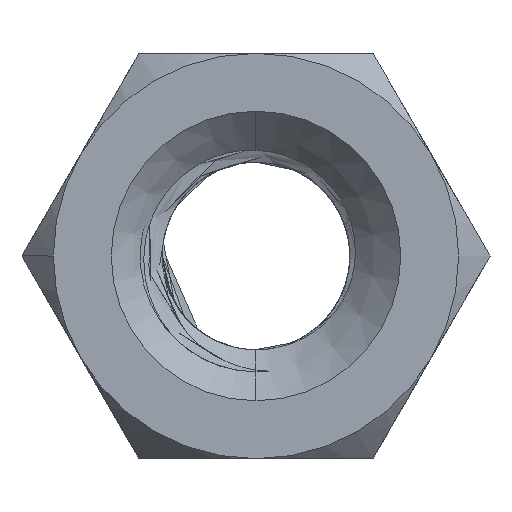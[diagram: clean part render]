
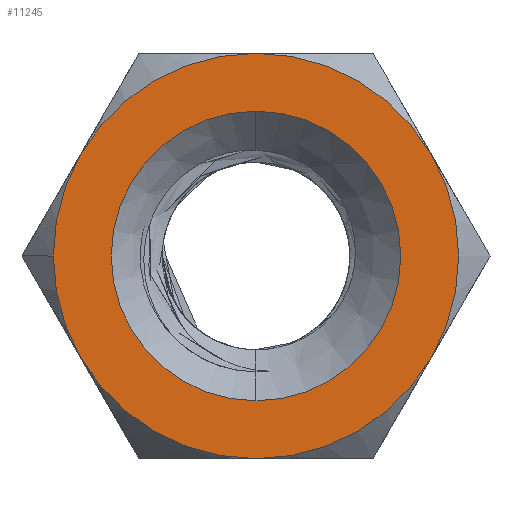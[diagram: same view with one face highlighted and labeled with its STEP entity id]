
A CAD part, front view. The second image highlights one B-rep face of the part: STEP entity #11245.
In plain terms, the highlighted planar face has unit normal (0, -1, 0).
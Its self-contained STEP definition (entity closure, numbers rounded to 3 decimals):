
#38 = EDGE_LOOP ( 'NONE', ( #8922, #3131 ) ) ;
#153 = CARTESIAN_POINT ( 'NONE',  ( -1.01, 0., -5.25 ) ) ;
#289 = VERTEX_POINT ( 'NONE', #6702 ) ;
#377 = VERTEX_POINT ( 'NONE', #10984 ) ;
#692 = DIRECTION ( 'NONE',  ( 0., 1., 0. ) ) ;
#724 = DIRECTION ( 'NONE',  ( 0., 0., 1. ) ) ;
#747 = AXIS2_PLACEMENT_3D ( 'NONE', #11096, #2453, #3250 ) ;
#779 = DIRECTION ( 'NONE',  ( 0., 1., 0. ) ) ;
#819 = CARTESIAN_POINT ( 'NONE',  ( 5.052, 0., -1.75 ) ) ;
#1176 = VERTEX_POINT ( 'NONE', #9427 ) ;
#1236 = EDGE_CURVE ( 'NONE', #10585, #289, #11242, .T. ) ;
#1359 = CARTESIAN_POINT ( 'NONE',  ( 2.021, 0., 0. ) ) ;
#1465 = DIRECTION ( 'NONE',  ( 0., 0., 1. ) ) ;
#2384 = AXIS2_PLACEMENT_3D ( 'NONE', #7368, #2393, #10237 ) ;
#2393 = DIRECTION ( 'NONE',  ( 0., 1., 0. ) ) ;
#2453 = DIRECTION ( 'NONE',  ( 0., 1., 0. ) ) ;
#2624 = VERTEX_POINT ( 'NONE', #1359 ) ;
#2834 = ORIENTED_EDGE ( 'NONE', *, *, #6996, .F. ) ;
#2918 = CARTESIAN_POINT ( 'NONE',  ( -1.479, 0., -3.5 ) ) ;
#3014 = AXIS2_PLACEMENT_3D ( 'NONE', #10509, #779, #724 ) ;
#3059 = DIRECTION ( 'NONE',  ( 0., 1., 0. ) ) ;
#3089 = DIRECTION ( 'NONE',  ( 0., 1., 0. ) ) ;
#3131 = ORIENTED_EDGE ( 'NONE', *, *, #8228, .T. ) ;
#3147 = DIRECTION ( 'NONE',  ( -1., 0., 0. ) ) ;
#3208 = DIRECTION ( 'NONE',  ( -1., 0., 0. ) ) ;
#3250 = DIRECTION ( 'NONE',  ( -1., 0., 0. ) ) ;
#3287 = AXIS2_PLACEMENT_3D ( 'NONE', #5427, #3645, #7147 ) ;
#3412 = EDGE_CURVE ( 'NONE', #9154, #2624, #9950, .T. ) ;
#3450 = VERTEX_POINT ( 'NONE', #2918 ) ;
#3645 = DIRECTION ( 'NONE',  ( 0., 1., 0. ) ) ;
#3794 = VERTEX_POINT ( 'NONE', #819 ) ;
#4021 = CIRCLE ( 'NONE', #9703, 3.5 ) ;
#4210 = CIRCLE ( 'NONE', #5676, 3.5 ) ;
#4403 = EDGE_CURVE ( 'NONE', #2624, #3794, #10973, .T. ) ;
#4463 = AXIS2_PLACEMENT_3D ( 'NONE', #10598, #10769, #9744 ) ;
#4760 = CIRCLE ( 'NONE', #747, 3.5 ) ;
#4806 = EDGE_CURVE ( 'NONE', #9945, #3450, #9339, .T. ) ;
#4847 = ORIENTED_EDGE ( 'NONE', *, *, #10616, .F. ) ;
#4980 = DIRECTION ( 'NONE',  ( 0., 1., 0. ) ) ;
#5288 = CIRCLE ( 'NONE', #8578, 2.5 ) ;
#5302 = AXIS2_PLACEMENT_3D ( 'NONE', #9452, #692, #3147 ) ;
#5427 = CARTESIAN_POINT ( 'NONE',  ( 2.021, 0., -3.5 ) ) ;
#5646 = ORIENTED_EDGE ( 'NONE', *, *, #4806, .F. ) ;
#5676 = AXIS2_PLACEMENT_3D ( 'NONE', #8388, #10912, #7589 ) ;
#5690 = ORIENTED_EDGE ( 'NONE', *, *, #5800, .F. ) ;
#5728 = DIRECTION ( 'NONE',  ( -1., 0., 0. ) ) ;
#5800 = EDGE_CURVE ( 'NONE', #1176, #9945, #4760, .T. ) ;
#6411 = CIRCLE ( 'NONE', #11163, 3.5 ) ;
#6538 = CARTESIAN_POINT ( 'NONE',  ( 2.021, 0., -6. ) ) ;
#6702 = CARTESIAN_POINT ( 'NONE',  ( 2.021, 0., -1. ) ) ;
#6996 = EDGE_CURVE ( 'NONE', #377, #1176, #4021, .T. ) ;
#7147 = DIRECTION ( 'NONE',  ( -1., 0., 0. ) ) ;
#7368 = CARTESIAN_POINT ( 'NONE',  ( 0., 0., 0. ) ) ;
#7425 = PLANE ( 'NONE',  #2384 ) ;
#7524 = CARTESIAN_POINT ( 'NONE',  ( 2.021, 0., -3.5 ) ) ;
#7557 = CARTESIAN_POINT ( 'NONE',  ( 2.021, 0., -3.5 ) ) ;
#7589 = DIRECTION ( 'NONE',  ( -1., 0., 0. ) ) ;
#8228 = EDGE_CURVE ( 'NONE', #289, #10585, #5288, .T. ) ;
#8388 = CARTESIAN_POINT ( 'NONE',  ( 2.021, 0., -3.5 ) ) ;
#8564 = EDGE_LOOP ( 'NONE', ( #8738, #10250, #11092, #5646, #5690, #2834, #4847 ) ) ;
#8578 = AXIS2_PLACEMENT_3D ( 'NONE', #7524, #3059, #1465 ) ;
#8738 = ORIENTED_EDGE ( 'NONE', *, *, #4403, .F. ) ;
#8922 = ORIENTED_EDGE ( 'NONE', *, *, #1236, .T. ) ;
#9154 = VERTEX_POINT ( 'NONE', #9736 ) ;
#9339 = CIRCLE ( 'NONE', #3287, 3.5 ) ;
#9427 = CARTESIAN_POINT ( 'NONE',  ( 2.021, 0., -7. ) ) ;
#9452 = CARTESIAN_POINT ( 'NONE',  ( 2.021, 0., -3.5 ) ) ;
#9703 = AXIS2_PLACEMENT_3D ( 'NONE', #10254, #3089, #5728 ) ;
#9736 = CARTESIAN_POINT ( 'NONE',  ( -1.01, 0., -1.75 ) ) ;
#9744 = DIRECTION ( 'NONE',  ( -1., 0., 0. ) ) ;
#9945 = VERTEX_POINT ( 'NONE', #153 ) ;
#9950 = CIRCLE ( 'NONE', #4463, 3.5 ) ;
#10120 = FACE_OUTER_BOUND ( 'NONE', #8564, .T. ) ;
#10237 = DIRECTION ( 'NONE',  ( 0., 0., 1. ) ) ;
#10250 = ORIENTED_EDGE ( 'NONE', *, *, #3412, .F. ) ;
#10254 = CARTESIAN_POINT ( 'NONE',  ( 2.021, 0., -3.5 ) ) ;
#10338 = EDGE_CURVE ( 'NONE', #3450, #9154, #4210, .T. ) ;
#10509 = CARTESIAN_POINT ( 'NONE',  ( 2.021, 0., -3.5 ) ) ;
#10585 = VERTEX_POINT ( 'NONE', #6538 ) ;
#10598 = CARTESIAN_POINT ( 'NONE',  ( 2.021, 0., -3.5 ) ) ;
#10616 = EDGE_CURVE ( 'NONE', #3794, #377, #6411, .T. ) ;
#10769 = DIRECTION ( 'NONE',  ( 0., 1., 0. ) ) ;
#10912 = DIRECTION ( 'NONE',  ( 0., 1., 0. ) ) ;
#10973 = CIRCLE ( 'NONE', #5302, 3.5 ) ;
#10984 = CARTESIAN_POINT ( 'NONE',  ( 5.052, 0., -5.25 ) ) ;
#11092 = ORIENTED_EDGE ( 'NONE', *, *, #10338, .F. ) ;
#11094 = FACE_BOUND ( 'NONE', #38, .T. ) ;
#11096 = CARTESIAN_POINT ( 'NONE',  ( 2.021, 0., -3.5 ) ) ;
#11163 = AXIS2_PLACEMENT_3D ( 'NONE', #7557, #4980, #3208 ) ;
#11242 = CIRCLE ( 'NONE', #3014, 2.5 ) ;
#11245 = ADVANCED_FACE ( 'NONE', ( #11094, #10120 ), #7425, .F. ) ;
